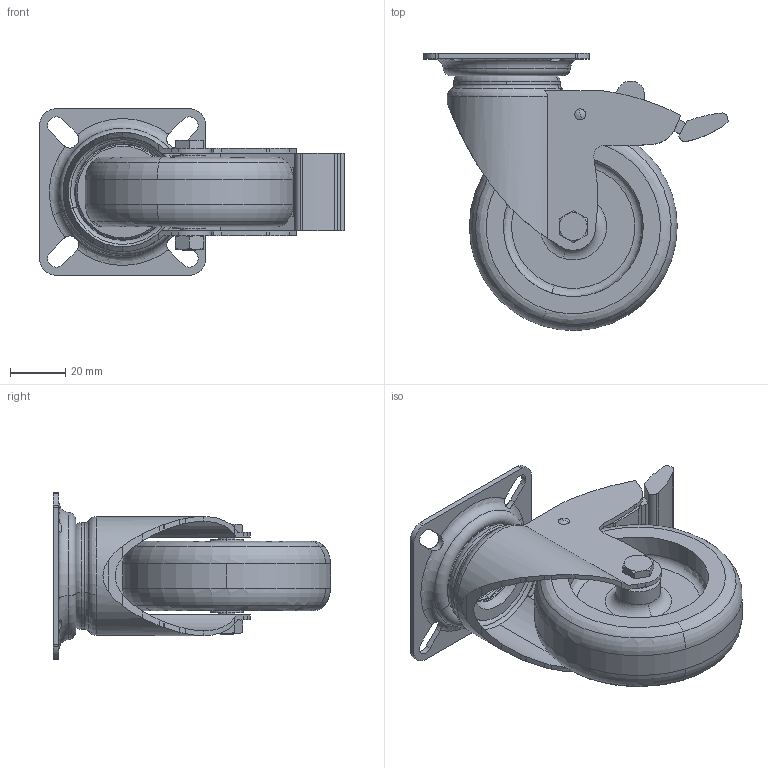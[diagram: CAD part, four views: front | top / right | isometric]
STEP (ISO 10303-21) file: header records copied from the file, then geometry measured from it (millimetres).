
FILE_DESCRIPTION (( 'STEP AP214' ), '1' );
FILE_NAME ('F003578_3D.step', '2022-11-21T18:19:34', ( '' ), ( '' ), 'SwSTEP 2.0', 'SolidWorks 2020', '' );
FILE_SCHEMA (( 'AUTOMOTIVE_DESIGN' ));
Length unit declared in the file: millimetre
Products named in the file (1): F003578_3D
Bounding box: 109.94 x 99.98 x 60 mm (x, y, z)
Volume: 109144.9 mm3; surface area: 47699.5 mm2
Topology: 2 solids, 2 shells, 295 faces, 797 edges, 513 vertices
Faces by surface type: cylinder 102, plane 98, torus 67, cone 28
Entity records: 13640 total; most frequent: CARTESIAN_POINT 2816, DIRECTION 1650, ORIENTED_EDGE 1586, EDGE_CURVE 793, AXIS2_PLACEMENT_3D 682, VERTEX_POINT 513, CIRCLE 386, EDGE_LOOP 324
